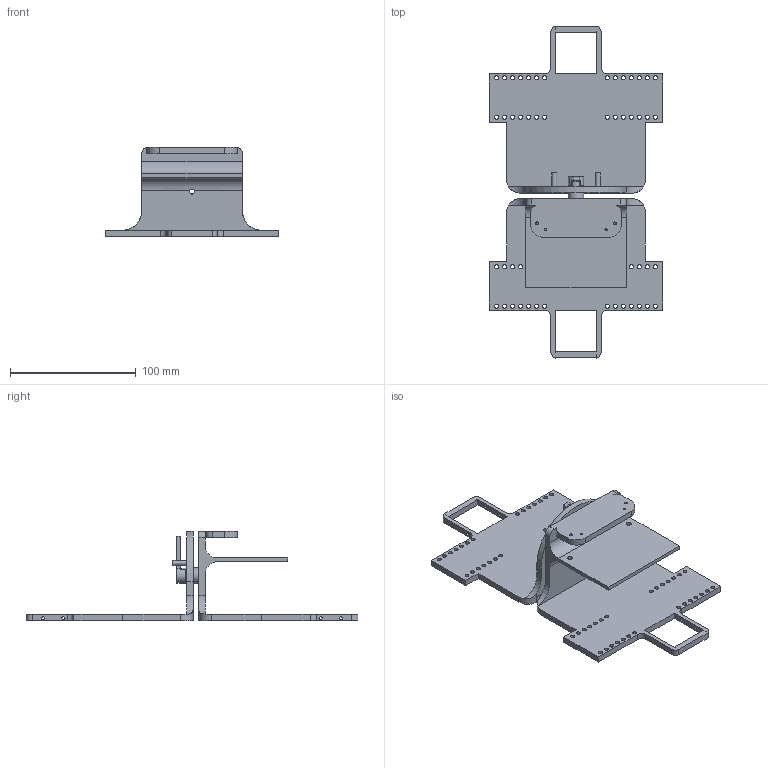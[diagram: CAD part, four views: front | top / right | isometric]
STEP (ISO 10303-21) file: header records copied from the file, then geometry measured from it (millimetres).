
FILE_DESCRIPTION(/* description */ (''),/* implementation_level */ '2;1');
FILE_NAME(/* name */ 'Prototipo Chassis.step',/* time_stamp */ '2022-12-14T19:39:09-03:00',/* author */ (''),/* organization */ (''),/* preprocessor_version */ 'ST-DEVELOPER v19.2',/* originating_system */ 'Autodesk Translation Framework v11.17.0.187',/* authorisation */ '');
FILE_SCHEMA (('AUTOMOTIVE_DESIGN { 1 0 10303 214 3 1 1 }'));
Length unit declared in the file: millimetre
Products named in the file (1): peça 1-r1
Bounding box: 137.43 x 263.59 x 70.67 mm (x, y, z)
Volume: 189079.9 mm3; surface area: 90788.1 mm2
Topology: 3 solids, 3 shells, 186 faces, 537 edges, 360 vertices
Faces by surface type: cylinder 108, plane 78
Full cylindrical faces by diameter (mm): 1.66 x1, 1.661 x1, 2.379 x1, 2.39 x1, 2.5 x8, 3.175 x56, 4 x6, 12.2 x1, 32 x1
Entity records: 6604 total; most frequent: CARTESIAN_POINT 1149, DIRECTION 1128, ORIENTED_EDGE 1074, EDGE_CURVE 537, AXIS2_PLACEMENT_3D 409, VERTEX_POINT 360, EDGE_LOOP 339, LINE 310
